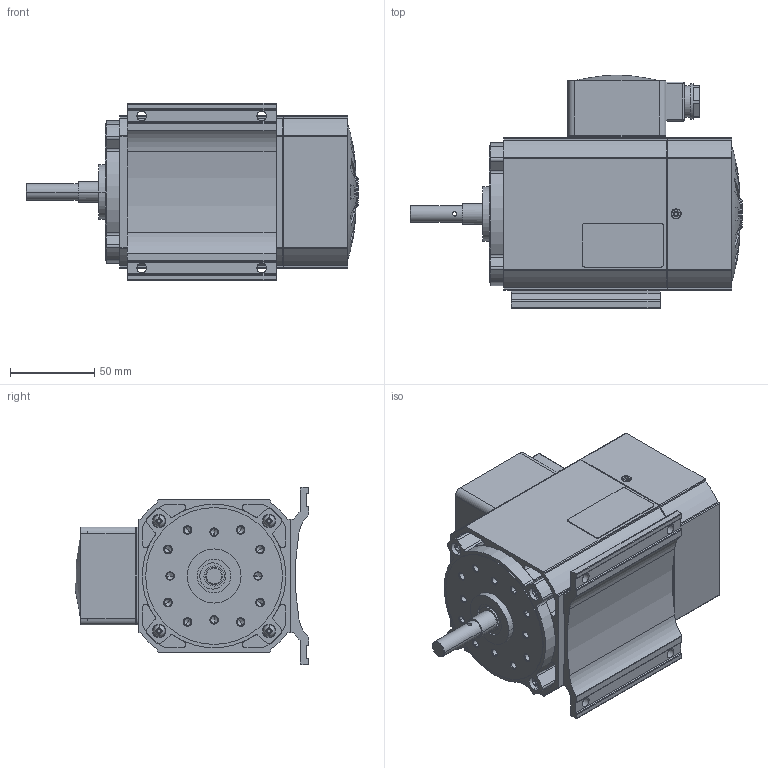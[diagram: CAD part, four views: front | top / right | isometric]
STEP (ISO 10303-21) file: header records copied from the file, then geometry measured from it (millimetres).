
FILE_DESCRIPTION( ( '' ), '1' );
FILE_NAME( 'igl_80_40_2284278_mit_fuss_2_polig_2_03.stp', '2009-03-30T10:33:30', ( '' ), ( '' ), ' ', ' ', ' ' );
FILE_SCHEMA( ( 'CONFIG_CONTROL_DESIGN' ) );
Length unit declared in the file: millimetre
Products named in the file (1): 1
Bounding box: 196.5 x 138.11 x 105 mm (x, y, z)
Volume: 1228664.1 mm3; surface area: 134085.3 mm2
Topology: 1 solids, 1 shells, 614 faces, 1585 edges, 1014 vertices
Faces by surface type: cylinder 239, plane 212, cone 130, torus 28, sphere 5
Entity records: 19793 total; most frequent: CARTESIAN_POINT 4564, DIRECTION 3309, ORIENTED_EDGE 3122, EDGE_CURVE 1561, AXIS2_PLACEMENT_3D 1305, VERTEX_POINT 1014, LINE 699, VECTOR 699
